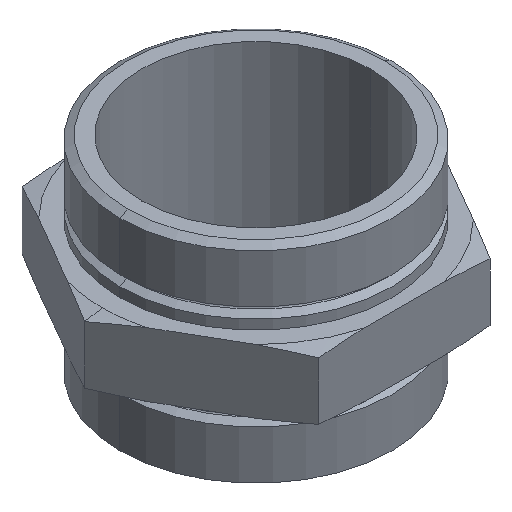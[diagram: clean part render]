
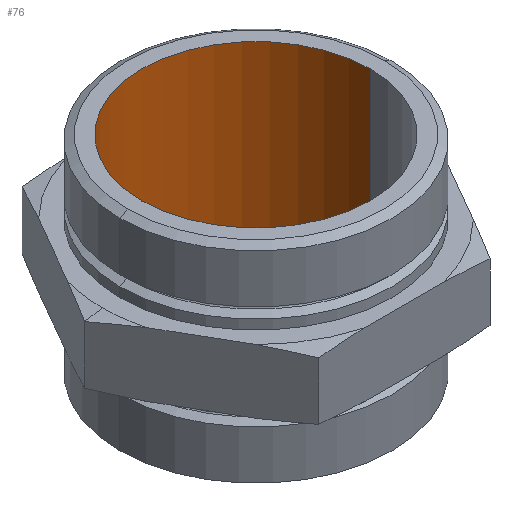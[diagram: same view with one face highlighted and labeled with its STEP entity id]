
A CAD part, isometric view. The second image highlights one B-rep face of the part: STEP entity #76.
In plain terms, the highlighted cylindrical face has radius 25 mm (diameter 50 mm), a partial arc.
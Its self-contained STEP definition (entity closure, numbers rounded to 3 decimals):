
#76 = ADVANCED_FACE ( 'NONE', ( #713 ), #711, .F. ) ;
#110 = ORIENTED_EDGE ( 'NONE', *, *, #546, .T. ) ;
#117 = EDGE_LOOP ( 'NONE', ( #120, #122, #110, #121 ) ) ;
#120 = ORIENTED_EDGE ( 'NONE', *, *, #309, .F. ) ;
#121 = ORIENTED_EDGE ( 'NONE', *, *, #479, .T. ) ;
#122 = ORIENTED_EDGE ( 'NONE', *, *, #519, .F. ) ;
#306 = VERTEX_POINT ( 'NONE', #940 ) ;
#307 = VERTEX_POINT ( 'NONE', #939 ) ;
#309 = EDGE_CURVE ( 'NONE', #306, #310, #938, .T. ) ;
#310 = VERTEX_POINT ( 'NONE', #934 ) ;
#479 = EDGE_CURVE ( 'NONE', #544, #310, #1144, .T. ) ;
#519 = EDGE_CURVE ( 'NONE', #307, #306, #1486, .T. ) ;
#544 = VERTEX_POINT ( 'NONE', #1524 ) ;
#546 = EDGE_CURVE ( 'NONE', #307, #544, #1531, .T. ) ;
#707 = DIRECTION ( 'NONE',  ( 1., 0., 0. ) ) ;
#708 = DIRECTION ( 'NONE',  ( 0., 0., 1. ) ) ;
#709 = CARTESIAN_POINT ( 'NONE',  ( 0., 0., 23. ) ) ;
#710 = AXIS2_PLACEMENT_3D ( 'NONE', #709, #708, #707 ) ;
#711 = CYLINDRICAL_SURFACE ( 'NONE', #710, 25. ) ;
#713 = FACE_OUTER_BOUND ( 'NONE', #117, .T. ) ;
#934 = CARTESIAN_POINT ( 'NONE',  ( -25., 0., 23. ) ) ;
#935 = DIRECTION ( 'NONE',  ( 0., 0., 1. ) ) ;
#936 = VECTOR ( 'NONE', #935, 1000. ) ;
#937 = CARTESIAN_POINT ( 'NONE',  ( -25., 0., 23. ) ) ;
#938 = LINE ( 'NONE', #937, #936 ) ;
#939 = CARTESIAN_POINT ( 'NONE',  ( 25., 0., -23. ) ) ;
#940 = CARTESIAN_POINT ( 'NONE',  ( -25., 0., -23. ) ) ;
#1140 = DIRECTION ( 'NONE',  ( 1., 0., 0. ) ) ;
#1141 = DIRECTION ( 'NONE',  ( 0., 0., 1. ) ) ;
#1142 = CARTESIAN_POINT ( 'NONE',  ( 0., 0., 23. ) ) ;
#1143 = AXIS2_PLACEMENT_3D ( 'NONE', #1142, #1141, #1140 ) ;
#1144 = CIRCLE ( 'NONE', #1143, 25. ) ;
#1480 = DIRECTION ( 'NONE',  ( 1., 0., 0. ) ) ;
#1481 = DIRECTION ( 'NONE',  ( 0., 0., 1. ) ) ;
#1484 = CARTESIAN_POINT ( 'NONE',  ( 0., 0., -23. ) ) ;
#1485 = AXIS2_PLACEMENT_3D ( 'NONE', #1484, #1481, #1480 ) ;
#1486 = CIRCLE ( 'NONE', #1485, 25. ) ;
#1524 = CARTESIAN_POINT ( 'NONE',  ( 25., 0., 23. ) ) ;
#1528 = DIRECTION ( 'NONE',  ( 0., 0., 1. ) ) ;
#1529 = VECTOR ( 'NONE', #1528, 1000. ) ;
#1530 = CARTESIAN_POINT ( 'NONE',  ( 25., 0., 23. ) ) ;
#1531 = LINE ( 'NONE', #1530, #1529 ) ;
